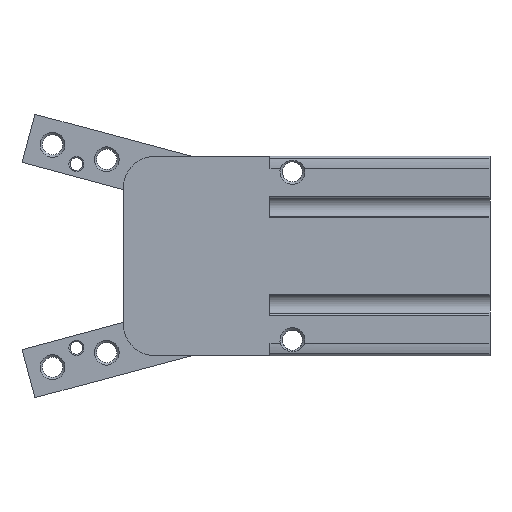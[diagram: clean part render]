
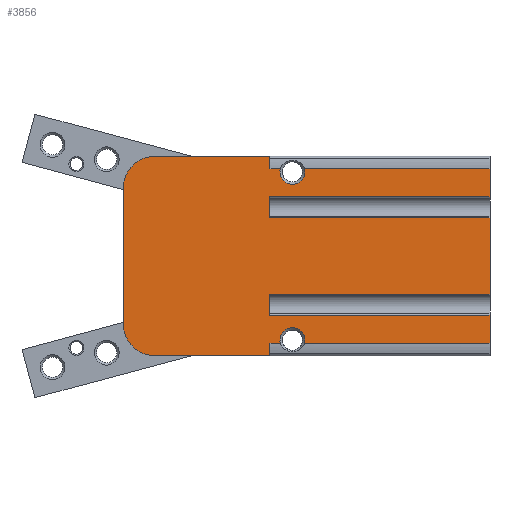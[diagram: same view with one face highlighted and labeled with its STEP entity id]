
A CAD part, left-side view. The second image highlights one B-rep face of the part: STEP entity #3856.
In plain terms, the highlighted planar face has unit normal (-1, 0, 0).
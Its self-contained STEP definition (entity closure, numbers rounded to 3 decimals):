
#232=LINE('',#5816,#547);
#243=LINE('',#5842,#558);
#285=LINE('',#6041,#600);
#287=LINE('',#6049,#602);
#299=LINE('',#6107,#614);
#301=LINE('',#6115,#616);
#314=LINE('',#6179,#629);
#319=LINE('',#6203,#634);
#343=LINE('',#6293,#658);
#357=LINE('',#6332,#672);
#359=LINE('',#6336,#674);
#360=LINE('',#6338,#675);
#361=LINE('',#6340,#676);
#362=LINE('',#6341,#677);
#363=LINE('',#6343,#678);
#364=LINE('',#6345,#679);
#365=LINE('',#6347,#680);
#366=LINE('',#6348,#681);
#547=VECTOR('',#4586,1000.);
#558=VECTOR('',#4603,1000.);
#600=VECTOR('',#4727,1000.);
#602=VECTOR('',#4733,1000.);
#614=VECTOR('',#4763,1000.);
#616=VECTOR('',#4769,1000.);
#629=VECTOR('',#4812,1000.);
#634=VECTOR('',#4831,1000.);
#658=VECTOR('',#4907,1000.);
#672=VECTOR('',#4939,1000.);
#674=VECTOR('',#4945,1000.);
#675=VECTOR('',#4946,1000.);
#676=VECTOR('',#4947,1000.);
#677=VECTOR('',#4948,1000.);
#678=VECTOR('',#4949,1000.);
#679=VECTOR('',#4950,1000.);
#680=VECTOR('',#4953,1000.);
#681=VECTOR('',#4954,1000.);
#1158=ORIENTED_EDGE('',*,*,#2200,.T.);
#1159=ORIENTED_EDGE('',*,*,#2067,.T.);
#1160=ORIENTED_EDGE('',*,*,#2127,.T.);
#1161=ORIENTED_EDGE('',*,*,#2201,.F.);
#1162=ORIENTED_EDGE('',*,*,#2202,.T.);
#1163=ORIENTED_EDGE('',*,*,#2203,.T.);
#1164=ORIENTED_EDGE('',*,*,#2115,.T.);
#1165=ORIENTED_EDGE('',*,*,#2204,.F.);
#1166=ORIENTED_EDGE('',*,*,#2205,.T.);
#1167=ORIENTED_EDGE('',*,*,#2206,.T.);
#1168=ORIENTED_EDGE('',*,*,#2177,.T.);
#1169=ORIENTED_EDGE('',*,*,#2086,.F.);
#1170=ORIENTED_EDGE('',*,*,#2207,.T.);
#1171=ORIENTED_EDGE('',*,*,#2090,.F.);
#1172=ORIENTED_EDGE('',*,*,#2208,.T.);
#1173=ORIENTED_EDGE('',*,*,#1975,.F.);
#1174=ORIENTED_EDGE('',*,*,#1993,.F.);
#1175=ORIENTED_EDGE('',*,*,#2198,.F.);
#1176=ORIENTED_EDGE('',*,*,#1990,.F.);
#1177=ORIENTED_EDGE('',*,*,#1988,.T.);
#1178=ORIENTED_EDGE('',*,*,#2209,.T.);
#1179=ORIENTED_EDGE('',*,*,#2063,.T.);
#1975=EDGE_CURVE('',#2524,#2525,#232,.T.);
#1988=EDGE_CURVE('',#2537,#2536,#243,.T.);
#1990=EDGE_CURVE('',#2537,#2538,#2899,.T.);
#1993=EDGE_CURVE('',#2539,#2524,#2900,.T.);
#2063=EDGE_CURVE('',#2600,#2598,#285,.T.);
#2067=EDGE_CURVE('',#2599,#2603,#287,.T.);
#2086=EDGE_CURVE('',#2616,#2618,#299,.T.);
#2090=EDGE_CURVE('',#2621,#2617,#301,.T.);
#2115=EDGE_CURVE('',#2642,#2641,#314,.T.);
#2127=EDGE_CURVE('',#2603,#2653,#319,.T.);
#2177=EDGE_CURVE('',#2694,#2618,#343,.T.);
#2198=EDGE_CURVE('',#2538,#2539,#357,.T.);
#2200=EDGE_CURVE('',#2598,#2599,#2975,.T.);
#2201=EDGE_CURVE('',#2710,#2653,#359,.T.);
#2202=EDGE_CURVE('',#2710,#2711,#360,.T.);
#2203=EDGE_CURVE('',#2711,#2642,#361,.T.);
#2204=EDGE_CURVE('',#2712,#2641,#362,.T.);
#2205=EDGE_CURVE('',#2712,#2713,#363,.T.);
#2206=EDGE_CURVE('',#2713,#2694,#364,.T.);
#2207=EDGE_CURVE('',#2616,#2617,#2976,.T.);
#2208=EDGE_CURVE('',#2621,#2525,#365,.T.);
#2209=EDGE_CURVE('',#2536,#2600,#366,.T.);
#2524=VERTEX_POINT('',#5815);
#2525=VERTEX_POINT('',#5817);
#2536=VERTEX_POINT('',#5841);
#2537=VERTEX_POINT('',#5843);
#2538=VERTEX_POINT('',#5847);
#2539=VERTEX_POINT('',#5851);
#2598=VERTEX_POINT('',#6039);
#2599=VERTEX_POINT('',#6040);
#2600=VERTEX_POINT('',#6042);
#2603=VERTEX_POINT('',#6048);
#2616=VERTEX_POINT('',#6105);
#2617=VERTEX_POINT('',#6106);
#2618=VERTEX_POINT('',#6108);
#2621=VERTEX_POINT('',#6114);
#2641=VERTEX_POINT('',#6178);
#2642=VERTEX_POINT('',#6180);
#2653=VERTEX_POINT('',#6202);
#2694=VERTEX_POINT('',#6294);
#2710=VERTEX_POINT('',#6337);
#2711=VERTEX_POINT('',#6339);
#2712=VERTEX_POINT('',#6342);
#2713=VERTEX_POINT('',#6344);
#2899=CIRCLE('',#4101,5.);
#2900=CIRCLE('',#4103,5.);
#2975=CIRCLE('',#4212,2.);
#2976=CIRCLE('',#4213,2.);
#3153=EDGE_LOOP('',(#1158,#1159,#1160,#1161,#1162,#1163,#1164,#1165,#1166,
#1167,#1168,#1169,#1170,#1171,#1172,#1173,#1174,#1175,#1176,#1177,#1178,
#1179));
#3460=FACE_BOUND('',#3153,.T.);
#3742=PLANE('',#4211);
#3856=ADVANCED_FACE('',(#3460),#3742,.F.);
#4101=AXIS2_PLACEMENT_3D('',#5846,#4607,#4608);
#4103=AXIS2_PLACEMENT_3D('',#5852,#4613,#4614);
#4211=AXIS2_PLACEMENT_3D('',#6334,#4941,#4942);
#4212=AXIS2_PLACEMENT_3D('',#6335,#4943,#4944);
#4213=AXIS2_PLACEMENT_3D('',#6346,#4951,#4952);
#4586=DIRECTION('',(0.,-1.,0.));
#4603=DIRECTION('',(0.,-1.,0.));
#4607=DIRECTION('',(1.,0.,0.));
#4608=DIRECTION('',(0.,0.,-1.));
#4613=DIRECTION('',(1.,0.,0.));
#4614=DIRECTION('',(0.,0.,-1.));
#4727=DIRECTION('',(0.,-1.,0.));
#4733=DIRECTION('',(0.,-1.,0.));
#4763=DIRECTION('',(0.,-1.,0.));
#4769=DIRECTION('',(0.,-1.,0.));
#4812=DIRECTION('',(0.,0.,1.));
#4831=DIRECTION('',(0.,0.,1.));
#4907=DIRECTION('',(0.,0.,1.));
#4939=DIRECTION('',(0.,0.,1.));
#4941=DIRECTION('',(1.,0.,0.));
#4942=DIRECTION('',(0.,0.,-1.));
#4943=DIRECTION('',(1.,0.,0.));
#4944=DIRECTION('',(0.,0.,-1.));
#4945=DIRECTION('',(0.,-1.,0.));
#4946=DIRECTION('',(0.,0.,1.));
#4947=DIRECTION('',(0.,-1.,0.));
#4948=DIRECTION('',(0.,-1.,0.));
#4949=DIRECTION('',(0.,0.,1.));
#4950=DIRECTION('',(0.,-1.,0.));
#4951=DIRECTION('',(1.,0.,0.));
#4952=DIRECTION('',(0.,0.,-1.));
#4953=DIRECTION('',(0.,0.,1.));
#4954=DIRECTION('',(0.,0.,1.));
#5815=CARTESIAN_POINT('',(-10.,53.8,16.));
#5816=CARTESIAN_POINT('',(-10.,58.8,16.));
#5817=CARTESIAN_POINT('',(-10.,35.3,16.));
#5841=CARTESIAN_POINT('',(-10.,35.3,-16.));
#5842=CARTESIAN_POINT('',(-10.,58.8,-16.));
#5843=CARTESIAN_POINT('',(-10.,53.8,-16.));
#5846=CARTESIAN_POINT('',(-10.,53.8,-11.));
#5847=CARTESIAN_POINT('',(-10.,58.8,-11.));
#5851=CARTESIAN_POINT('',(-10.,58.8,11.));
#5852=CARTESIAN_POINT('',(-10.,53.8,11.));
#6039=CARTESIAN_POINT('',(-10.,33.636,-14.));
#6040=CARTESIAN_POINT('',(-10.,29.764,-14.));
#6041=CARTESIAN_POINT('',(-10.,35.3,-14.));
#6042=CARTESIAN_POINT('',(-10.,35.3,-14.));
#6048=CARTESIAN_POINT('',(-10.,0.,-14.));
#6049=CARTESIAN_POINT('',(-10.,35.3,-14.));
#6105=CARTESIAN_POINT('',(-10.,29.764,14.));
#6106=CARTESIAN_POINT('',(-10.,33.636,14.));
#6107=CARTESIAN_POINT('',(-10.,35.3,14.));
#6108=CARTESIAN_POINT('',(-10.,0.,14.));
#6114=CARTESIAN_POINT('',(-10.,35.3,14.));
#6115=CARTESIAN_POINT('',(-10.,35.3,14.));
#6178=CARTESIAN_POINT('',(-10.,0.,6.1));
#6179=CARTESIAN_POINT('',(-10.,0.,-16.));
#6180=CARTESIAN_POINT('',(-10.,0.,-6.1));
#6202=CARTESIAN_POINT('',(-10.,0.,-9.5));
#6203=CARTESIAN_POINT('',(-10.,0.,-16.));
#6293=CARTESIAN_POINT('',(-10.,0.,-16.));
#6294=CARTESIAN_POINT('',(-10.,0.,9.5));
#6332=CARTESIAN_POINT('',(-10.,58.8,-16.));
#6334=CARTESIAN_POINT('',(-10.,58.8,-16.));
#6335=CARTESIAN_POINT('',(-10.,31.7,-13.5));
#6336=CARTESIAN_POINT('',(-10.,35.3,-9.5));
#6337=CARTESIAN_POINT('',(-10.,35.3,-9.5));
#6338=CARTESIAN_POINT('',(-10.,35.3,-9.5));
#6339=CARTESIAN_POINT('',(-10.,35.3,-6.1));
#6340=CARTESIAN_POINT('',(-10.,35.3,-6.1));
#6341=CARTESIAN_POINT('',(-10.,35.3,6.1));
#6342=CARTESIAN_POINT('',(-10.,35.3,6.1));
#6343=CARTESIAN_POINT('',(-10.,35.3,6.1));
#6344=CARTESIAN_POINT('',(-10.,35.3,9.5));
#6345=CARTESIAN_POINT('',(-10.,35.3,9.5));
#6346=CARTESIAN_POINT('',(-10.,31.7,13.5));
#6347=CARTESIAN_POINT('',(-10.,35.3,-16.));
#6348=CARTESIAN_POINT('',(-10.,35.3,-16.));
